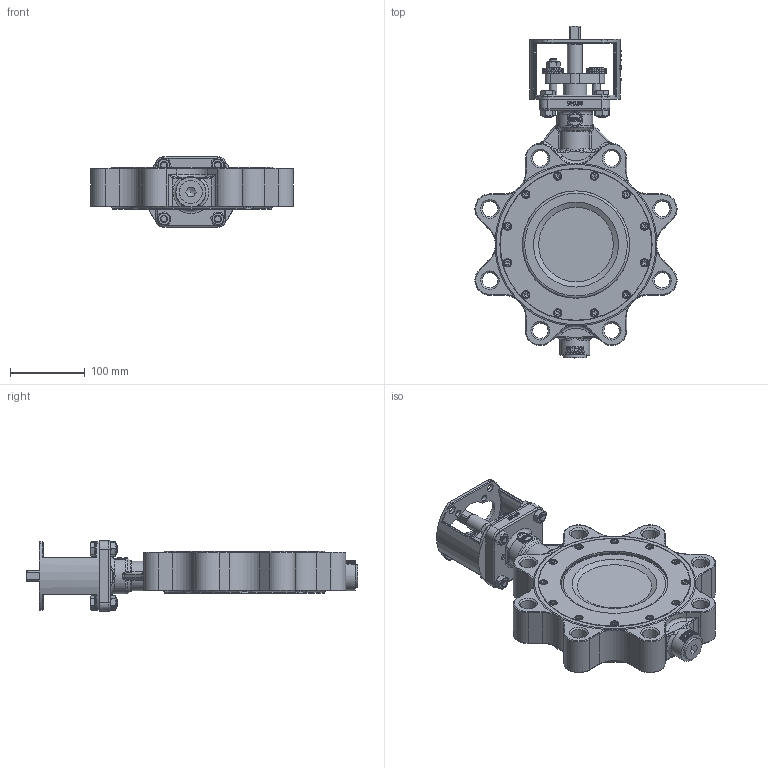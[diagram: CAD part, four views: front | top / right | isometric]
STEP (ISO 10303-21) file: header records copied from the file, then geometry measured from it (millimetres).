
FILE_DESCRIPTION(/* description */ (''),/* implementation_level */ '2;1');
FILE_NAME(/* name */ 'HP114 DN150 PN25-40.stp',/* time_stamp */ '2016-10-24T14:53:27+02:00',/* author */ ('Hellwig'),/* organization */ (''),/* preprocessor_version */ 'ST-DEVELOPER v15.6',/* originating_system */ 'Autodesk Inventor 2015',/* authorisation */ '');
FILE_SCHEMA (('AUTOMOTIVE_DESIGN { 1 0 10303 214 3 1 1 }'));
Products named in the file (1): M39809
Bounding box: 270.91 x 445 x 95.12 mm (x, y, z)
Volume: 9407.5 mm3; surface area: 458140.6 mm2
Topology: 43 solids, 44 shells, 2151 faces, 5276 edges, 3290 vertices
Faces by surface type: plane 797, cylinder 496, bspline 476, torus 192, cone 184, sphere 6
Full cylindrical faces by diameter (mm): 4.917 x12, 6 x12, 6.6 x12, 8.376 x2, 9 x10, 9.188 x4, 9.2 x2, 9.367 x4, 10 x25, 10.2 x12, 11 x26, 15.4 x4, 20 x2, 20.05 x4, 20.1 x1, 20.2 x4, 20.752 x8, 22.1 x1, 23.2 x3, 23.25 x2, 24 x1, 24.376 x2, 26 x1, 28 x12, 28.2 x2, 31 x1, 31.2 x1, 31.8 x1, 31.9 x1, 32 x2
Entity records: 104793 total; most frequent: CARTESIAN_POINT 56963, ORIENTED_EDGE 9442, DIRECTION 8436, EDGE_CURVE 4709, AXIS2_PLACEMENT_3D 3344, VERTEX_POINT 3171, EDGE_LOOP 2810, FACE_OUTER_BOUND 2162
